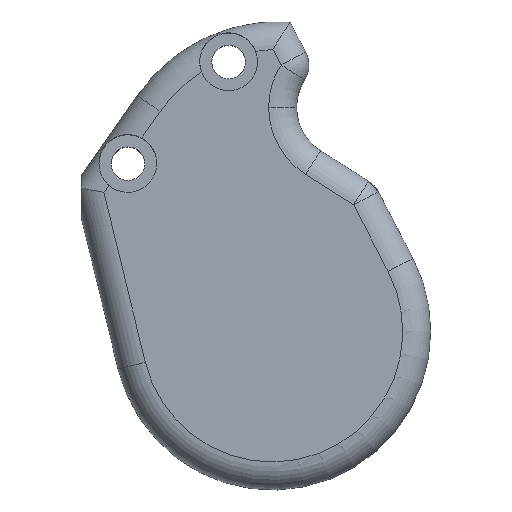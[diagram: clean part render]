
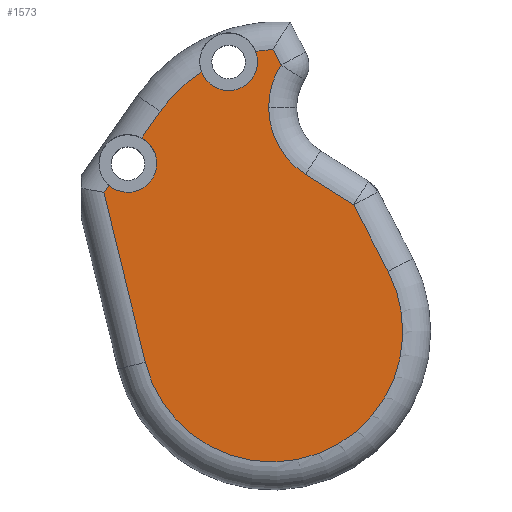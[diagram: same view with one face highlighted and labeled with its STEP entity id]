
A CAD part, top view. The second image highlights one B-rep face of the part: STEP entity #1573.
In plain terms, the highlighted planar face has unit normal (0, 0, 1).
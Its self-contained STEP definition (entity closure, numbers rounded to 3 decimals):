
#21 = CARTESIAN_POINT ( 'NONE',  ( 9.127, -14.191, 28.5 ) ) ;
#47 = EDGE_CURVE ( 'NONE', #711, #1196, #878, .T. ) ;
#51 = AXIS2_PLACEMENT_3D ( 'NONE', #282, #142, #1496 ) ;
#69 = CARTESIAN_POINT ( 'NONE',  ( -14.464, -20.204, 28.5 ) ) ;
#79 = DIRECTION ( 'NONE',  ( -0.571, -0.821, 0. ) ) ;
#92 = CARTESIAN_POINT ( 'NONE',  ( -18.142, -24.891, 28.5 ) ) ;
#137 = EDGE_CURVE ( 'NONE', #594, #1599, #538, .T. ) ;
#142 = DIRECTION ( 'NONE',  ( 0., 0., 1. ) ) ;
#148 = AXIS2_PLACEMENT_3D ( 'NONE', #1547, #1318, #1574 ) ;
#165 = DIRECTION ( 'NONE',  ( 1., 0., 0. ) ) ;
#173 = ORIENTED_EDGE ( 'NONE', *, *, #759, .T. ) ;
#176 = CARTESIAN_POINT ( 'NONE',  ( 1.944, -9.648, 28.5 ) ) ;
#193 = DIRECTION ( 'NONE',  ( 0., 0., -1. ) ) ;
#208 = CARTESIAN_POINT ( 'NONE',  ( -11.364, -20.204, 28.5 ) ) ;
#209 = ORIENTED_EDGE ( 'NONE', *, *, #1559, .T. ) ;
#232 = VERTEX_POINT ( 'NONE', #962 ) ;
#237 = DIRECTION ( 'NONE',  ( -1., 0., 0. ) ) ;
#240 = CARTESIAN_POINT ( 'NONE',  ( -12.595, -41.524, 28.5 ) ) ;
#245 = DIRECTION ( 'NONE',  ( -1., 0., 0. ) ) ;
#257 = ORIENTED_EDGE ( 'NONE', *, *, #1620, .T. ) ;
#282 = CARTESIAN_POINT ( 'NONE',  ( -3.664, -9.296, 28.5 ) ) ;
#284 = CARTESIAN_POINT ( 'NONE',  ( 9.642, -24.58, 28.5 ) ) ;
#296 = DIRECTION ( 'NONE',  ( -1., 0., 0. ) ) ;
#303 = DIRECTION ( 'NONE',  ( 0., 0., 1. ) ) ;
#314 = VERTEX_POINT ( 'NONE', #1303 ) ;
#316 = ORIENTED_EDGE ( 'NONE', *, *, #371, .F. ) ;
#362 = CARTESIAN_POINT ( 'NONE',  ( 9.731, -24.636, 28.5 ) ) ;
#367 = LINE ( 'NONE', #240, #1226 ) ;
#371 = EDGE_CURVE ( 'NONE', #821, #1259, #1073, .T. ) ;
#416 = VERTEX_POINT ( 'NONE', #1110 ) ;
#418 = CARTESIAN_POINT ( 'NONE',  ( -14.464, -20.204, 28.5 ) ) ;
#431 = CIRCLE ( 'NONE', #1027, 8.5 ) ;
#467 = CARTESIAN_POINT ( 'NONE',  ( -0.564, -9.296, 28.5 ) ) ;
#472 = LINE ( 'NONE', #92, #1239 ) ;
#475 = CARTESIAN_POINT ( 'NONE',  ( -18.142, -24.891, 28.5 ) ) ;
#483 = DIRECTION ( 'NONE',  ( 1., 0., 0. ) ) ;
#495 = EDGE_CURVE ( 'NONE', #986, #821, #783, .T. ) ;
#499 = CARTESIAN_POINT ( 'NONE',  ( -6.566, -10.385, 28.5 ) ) ;
#538 = LINE ( 'NONE', #1045, #1119 ) ;
#556 = CIRCLE ( 'NONE', #148, 15.459 ) ;
#557 = ORIENTED_EDGE ( 'NONE', *, *, #1524, .F. ) ;
#587 = ORIENTED_EDGE ( 'NONE', *, *, #710, .F. ) ;
#594 = VERTEX_POINT ( 'NONE', #176 ) ;
#607 = CARTESIAN_POINT ( 'NONE',  ( 1.007, -38.21, 28.5 ) ) ;
#611 = CARTESIAN_POINT ( 'NONE',  ( -12.595, -41.524, 28.5 ) ) ;
#638 = CIRCLE ( 'NONE', #953, 14. ) ;
#652 = CARTESIAN_POINT ( 'NONE',  ( 1.688, -23.456, 28.5 ) ) ;
#673 = AXIS2_PLACEMENT_3D ( 'NONE', #69, #303, #1297 ) ;
#674 = DIRECTION ( 'NONE',  ( -0.461, 0.887, 0. ) ) ;
#675 = CARTESIAN_POINT ( 'NONE',  ( 13.43, -31.756, 28.5 ) ) ;
#693 = VECTOR ( 'NONE', #1157, 1000. ) ;
#706 = DIRECTION ( 'NONE',  ( -1., 0., 0. ) ) ;
#710 = EDGE_CURVE ( 'NONE', #1392, #1230, #1636, .T. ) ;
#711 = VERTEX_POINT ( 'NONE', #675 ) ;
#751 = AXIS2_PLACEMENT_3D ( 'NONE', #652, #802, #1289 ) ;
#753 = CARTESIAN_POINT ( 'NONE',  ( 0.267, -6.421, 28.5 ) ) ;
#754 = AXIS2_PLACEMENT_3D ( 'NONE', #21, #886, #296 ) ;
#759 = EDGE_CURVE ( 'NONE', #1599, #1259, #556, .T. ) ;
#783 = CIRCLE ( 'NONE', #51, 3.1 ) ;
#790 = ORIENTED_EDGE ( 'NONE', *, *, #495, .F. ) ;
#793 = AXIS2_PLACEMENT_3D ( 'NONE', #1209, #1357, #483 ) ;
#802 = DIRECTION ( 'NONE',  ( 0., 0., 1. ) ) ;
#821 = VERTEX_POINT ( 'NONE', #467 ) ;
#833 = VERTEX_POINT ( 'NONE', #1639 ) ;
#861 = AXIS2_PLACEMENT_3D ( 'NONE', #418, #1404, #165 ) ;
#868 = CARTESIAN_POINT ( 'NONE',  ( 1.007, -38.21, 28.5 ) ) ;
#878 = LINE ( 'NONE', #753, #1564 ) ;
#886 = DIRECTION ( 'NONE',  ( 0., 0., -1. ) ) ;
#915 = CARTESIAN_POINT ( 'NONE',  ( -16.504, -22.538, 28.5 ) ) ;
#953 = AXIS2_PLACEMENT_3D ( 'NONE', #868, #1348, #237 ) ;
#956 = ORIENTED_EDGE ( 'NONE', *, *, #47, .T. ) ;
#962 = CARTESIAN_POINT ( 'NONE',  ( -17.035, -23.3, 28.5 ) ) ;
#986 = VERTEX_POINT ( 'NONE', #499 ) ;
#999 = EDGE_CURVE ( 'NONE', #1196, #1089, #1527, .T. ) ;
#1018 = VECTOR ( 'NONE', #79, 1000. ) ;
#1027 = AXIS2_PLACEMENT_3D ( 'NONE', #1432, #193, #706 ) ;
#1045 = CARTESIAN_POINT ( 'NONE',  ( 0.267, -6.421, 28.5 ) ) ;
#1051 = EDGE_LOOP ( 'NONE', ( #956, #1523, #1068, #257, #1057, #173, #316, #790, #1518, #1531, #557, #587, #209, #1352, #1109 ) ) ;
#1057 = ORIENTED_EDGE ( 'NONE', *, *, #137, .T. ) ;
#1068 = ORIENTED_EDGE ( 'NONE', *, *, #1411, .T. ) ;
#1073 = CIRCLE ( 'NONE', #793, 3.1 ) ;
#1080 = CARTESIAN_POINT ( 'NONE',  ( -0.767, -8.192, 28.5 ) ) ;
#1089 = VERTEX_POINT ( 'NONE', #1458 ) ;
#1104 = DIRECTION ( 'NONE',  ( 0., 0., -1. ) ) ;
#1109 = ORIENTED_EDGE ( 'NONE', *, *, #1582, .T. ) ;
#1110 = CARTESIAN_POINT ( 'NONE',  ( -11.003, -14.628, 28.5 ) ) ;
#1119 = VECTOR ( 'NONE', #674, 1000. ) ;
#1157 = DIRECTION ( 'NONE',  ( -0.845, 0.535, 0. ) ) ;
#1196 = VERTEX_POINT ( 'NONE', #362 ) ;
#1207 = VERTEX_POINT ( 'NONE', #611 ) ;
#1209 = CARTESIAN_POINT ( 'NONE',  ( -3.664, -9.296, 28.5 ) ) ;
#1210 = DIRECTION ( 'NONE',  ( 0.237, -0.972, 0. ) ) ;
#1226 = VECTOR ( 'NONE', #1210, 1000. ) ;
#1230 = VERTEX_POINT ( 'NONE', #208 ) ;
#1239 = VECTOR ( 'NONE', #1479, 1000. ) ;
#1259 = VERTEX_POINT ( 'NONE', #1080 ) ;
#1289 = DIRECTION ( 'NONE',  ( -1., 0., 0. ) ) ;
#1297 = DIRECTION ( 'NONE',  ( 1., 0., 0. ) ) ;
#1303 = CARTESIAN_POINT ( 'NONE',  ( 0.627, -14.191, 28.5 ) ) ;
#1317 = EDGE_CURVE ( 'NONE', #416, #833, #1332, .T. ) ;
#1318 = DIRECTION ( 'NONE',  ( 0., 0., 1. ) ) ;
#1320 = CIRCLE ( 'NONE', #754, 8.5 ) ;
#1332 = LINE ( 'NONE', #475, #1018 ) ;
#1338 = AXIS2_PLACEMENT_3D ( 'NONE', #607, #1104, #245 ) ;
#1339 = EDGE_CURVE ( 'NONE', #232, #1207, #367, .T. ) ;
#1348 = DIRECTION ( 'NONE',  ( 0., 0., 1. ) ) ;
#1352 = ORIENTED_EDGE ( 'NONE', *, *, #1339, .T. ) ;
#1356 = FACE_OUTER_BOUND ( 'NONE', #1051, .T. ) ;
#1357 = DIRECTION ( 'NONE',  ( 0., 0., 1. ) ) ;
#1392 = VERTEX_POINT ( 'NONE', #915 ) ;
#1404 = DIRECTION ( 'NONE',  ( 0., 0., 1. ) ) ;
#1411 = EDGE_CURVE ( 'NONE', #1089, #314, #1320, .T. ) ;
#1432 = CARTESIAN_POINT ( 'NONE',  ( 9.127, -14.191, 28.5 ) ) ;
#1433 = EDGE_CURVE ( 'NONE', #986, #416, #1441, .T. ) ;
#1441 = CIRCLE ( 'NONE', #751, 15.459 ) ;
#1444 = CARTESIAN_POINT ( 'NONE',  ( 1.092, -8.008, 28.5 ) ) ;
#1452 = DIRECTION ( 'NONE',  ( -0.461, 0.887, 0. ) ) ;
#1458 = CARTESIAN_POINT ( 'NONE',  ( 4.578, -21.372, 28.5 ) ) ;
#1479 = DIRECTION ( 'NONE',  ( -0.571, -0.821, 0. ) ) ;
#1496 = DIRECTION ( 'NONE',  ( 1., 0., 0. ) ) ;
#1518 = ORIENTED_EDGE ( 'NONE', *, *, #1433, .T. ) ;
#1523 = ORIENTED_EDGE ( 'NONE', *, *, #999, .T. ) ;
#1524 = EDGE_CURVE ( 'NONE', #1230, #833, #1637, .T. ) ;
#1527 = LINE ( 'NONE', #284, #693 ) ;
#1531 = ORIENTED_EDGE ( 'NONE', *, *, #1317, .T. ) ;
#1547 = CARTESIAN_POINT ( 'NONE',  ( 1.688, -23.456, 28.5 ) ) ;
#1559 = EDGE_CURVE ( 'NONE', #1392, #232, #472, .T. ) ;
#1564 = VECTOR ( 'NONE', #1452, 1000. ) ;
#1573 = ADVANCED_FACE ( 'NONE', ( #1356 ), #1610, .F. ) ;
#1574 = DIRECTION ( 'NONE',  ( -1., 0., 0. ) ) ;
#1582 = EDGE_CURVE ( 'NONE', #1207, #711, #638, .T. ) ;
#1599 = VERTEX_POINT ( 'NONE', #1444 ) ;
#1610 = PLANE ( 'NONE',  #1338 ) ;
#1620 = EDGE_CURVE ( 'NONE', #314, #594, #431, .T. ) ;
#1636 = CIRCLE ( 'NONE', #861, 3.1 ) ;
#1637 = CIRCLE ( 'NONE', #673, 3.1 ) ;
#1639 = CARTESIAN_POINT ( 'NONE',  ( -12.986, -17.479, 28.5 ) ) ;
